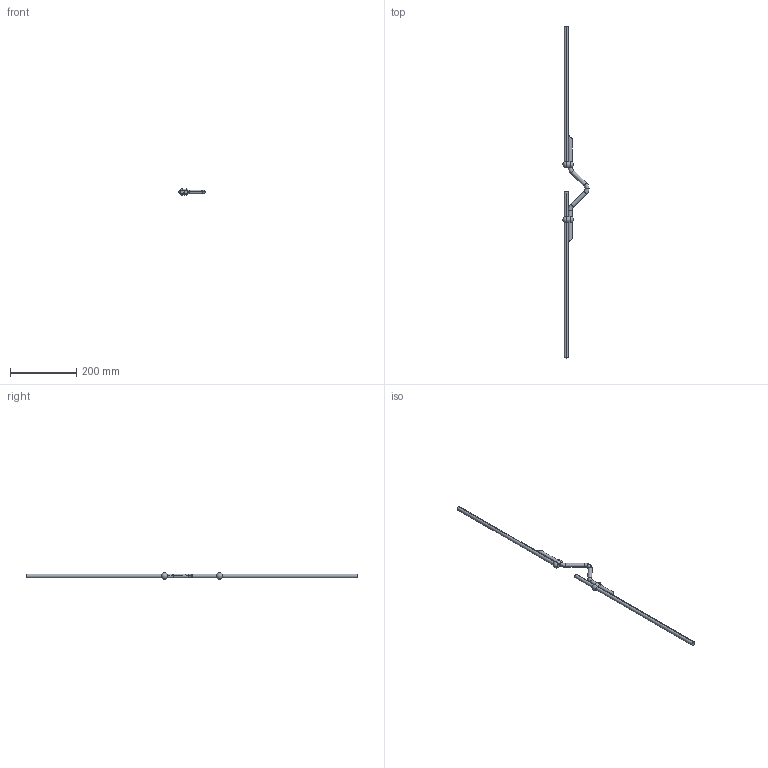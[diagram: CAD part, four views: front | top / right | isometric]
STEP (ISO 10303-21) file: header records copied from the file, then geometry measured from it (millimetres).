
FILE_DESCRIPTION (( 'STEP AP203' ), '1' );
FILE_NAME ('56143-240.STEP', '2019-08-12T14:22:54', ( '' ), ( '' ), 'SwSTEP 2.0', 'SolidWorks 2015', '' );
FILE_SCHEMA (( 'CONFIG_CONTROL_DESIGN' ));
Length unit declared in the file: millimetre
Products named in the file (1): 56143-240
Bounding box: 78.73 x 1000 x 19.57 mm (x, y, z)
Volume: 150484.6 mm3; surface area: 53733.1 mm2
Topology: 5 solids, 5 shells, 274 faces, 698 edges, 454 vertices
Faces by surface type: plane 144, bspline 94, cylinder 24, torus 12
Entity records: 13249 total; most frequent: CARTESIAN_POINT 7183, ORIENTED_EDGE 1396, DIRECTION 910, EDGE_CURVE 698, VERTEX_POINT 454, VECTOR 452, LINE 452, EDGE_LOOP 298
